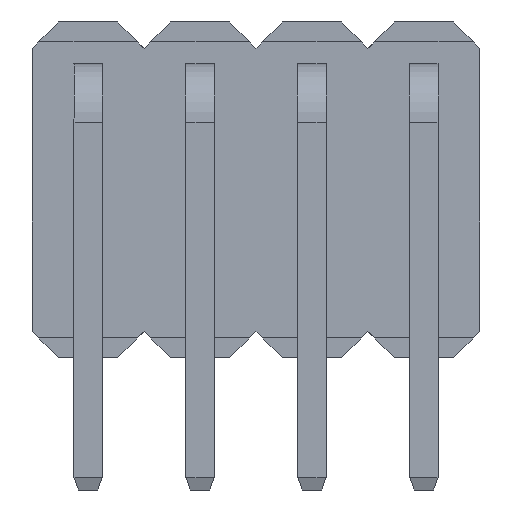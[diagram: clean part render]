
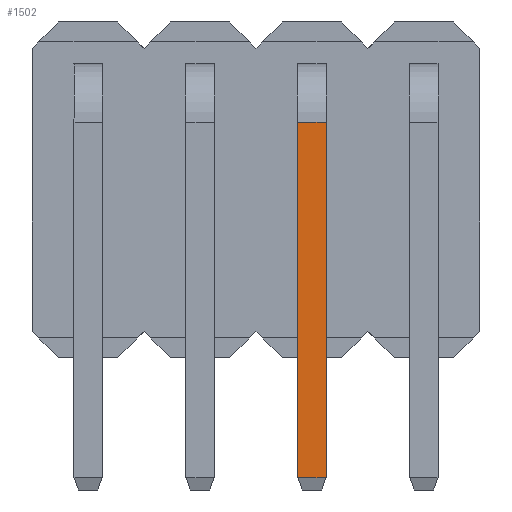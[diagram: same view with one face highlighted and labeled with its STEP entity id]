
A CAD part, front view. The second image highlights one B-rep face of the part: STEP entity #1502.
In plain terms, the highlighted planar face has unit normal (0, -1, 0).
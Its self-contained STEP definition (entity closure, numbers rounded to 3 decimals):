
#1502=ADVANCED_FACE('',(#4213),#4215,.T.);
#4213=FACE_BOUND('',#4214,.T.);
#4214=EDGE_LOOP('',(#6343,#6344,#6345,#6346));
#4215=PLANE('',#4216);
#4216=AXIS2_PLACEMENT_3D('',#4217,#4218,#4219);
#4217=CARTESIAN_POINT('',(4.76,-5.4,-3.));
#4218=DIRECTION('',(0.,-1.,0.));
#4219=DIRECTION('',(1.,0.,0.));
#6343=ORIENTED_EDGE('',*,*,#7616,.T.);
#6344=ORIENTED_EDGE('',*,*,#7238,.T.);
#6345=ORIENTED_EDGE('',*,*,#7610,.F.);
#6346=ORIENTED_EDGE('',*,*,#7229,.F.);
#7229=EDGE_CURVE('',#8231,#8233,#8234,.T.);
#7238=EDGE_CURVE('',#8240,#8246,#8248,.T.);
#7610=EDGE_CURVE('',#8233,#8246,#8844,.T.);
#7616=EDGE_CURVE('',#8231,#8240,#8854,.T.);
#8231=VERTEX_POINT('',#9963);
#8233=VERTEX_POINT('',#9967);
#8234=LINE('',#9968,#9969);
#8240=VERTEX_POINT('',#9986);
#8246=VERTEX_POINT('',#9999);
#8248=LINE('',#10004,#10005);
#8844=LINE('',#11384,#11385);
#8854=LINE('',#11406,#11407);
#9963=CARTESIAN_POINT('',(4.76,-5.4,-2.725));
#9967=CARTESIAN_POINT('',(4.76,-5.4,5.35));
#9968=CARTESIAN_POINT('',(4.76,-5.4,-2.725));
#9969=VECTOR('',#9970,1.);
#9970=DIRECTION('',(0.,0.,1.));
#9986=CARTESIAN_POINT('',(5.4,-5.4,-2.725));
#9999=CARTESIAN_POINT('',(5.4,-5.4,5.35));
#10004=CARTESIAN_POINT('',(5.4,-5.4,-2.725));
#10005=VECTOR('',#10006,1.);
#10006=DIRECTION('',(0.,0.,1.));
#11384=CARTESIAN_POINT('',(4.76,-5.4,5.35));
#11385=VECTOR('',#11386,1.);
#11386=DIRECTION('',(1.,0.,0.));
#11406=CARTESIAN_POINT('',(4.76,-5.4,-2.725));
#11407=VECTOR('',#11408,1.);
#11408=DIRECTION('',(1.,0.,0.));
